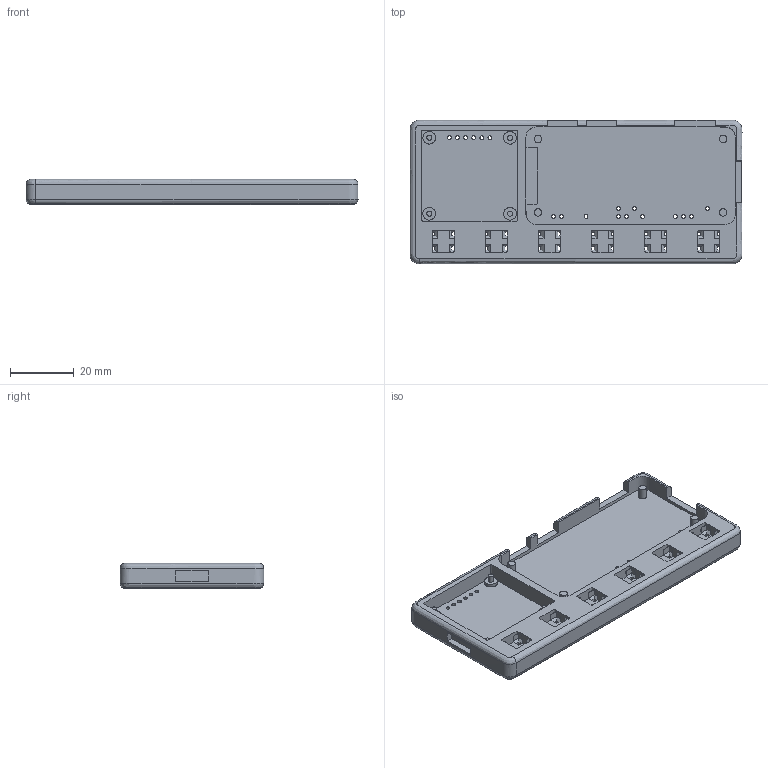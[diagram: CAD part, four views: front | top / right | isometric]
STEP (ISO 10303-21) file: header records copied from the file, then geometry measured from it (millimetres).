
FILE_DESCRIPTION(/* description */ (''),/* implementation_level */ '2;1');
FILE_NAME(/* name */ 'linux',/* time_stamp */ '2020-12-20T21:46:41+01:00',/* author */ (''),/* organization */ (''),/* preprocessor_version */ 'ST-DEVELOPER v10',/* originating_system */ '',/* authorisation */ '');
FILE_SCHEMA (('CONFIG_CONTROL_DESIGN'));
Length unit declared in the file: millimetre
Products named in the file (1): 1
Bounding box: 104 x 45 x 8 mm (x, y, z)
Volume: 19341.3 mm3; surface area: 16219.9 mm2
Topology: 1 solids, 1 shells, 752 faces, 2023 edges, 1259 vertices
Faces by surface type: plane 522, bspline 230
Entity records: 34322 total; most frequent: CARTESIAN_POINT 21108, ORIENTED_EDGE 4046, EDGE_CURVE 2023, B_SPLINE_CURVE_WITH_KNOTS 1736, VERTEX_POINT 1259, EDGE_LOOP 824, ADVANCED_FACE 752, FACE_OUTER_BOUND 752
